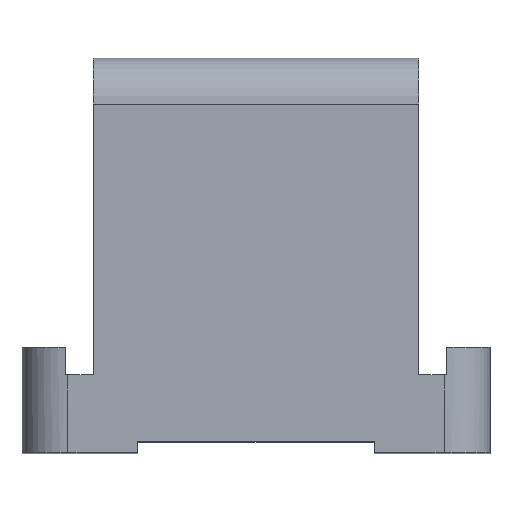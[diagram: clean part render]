
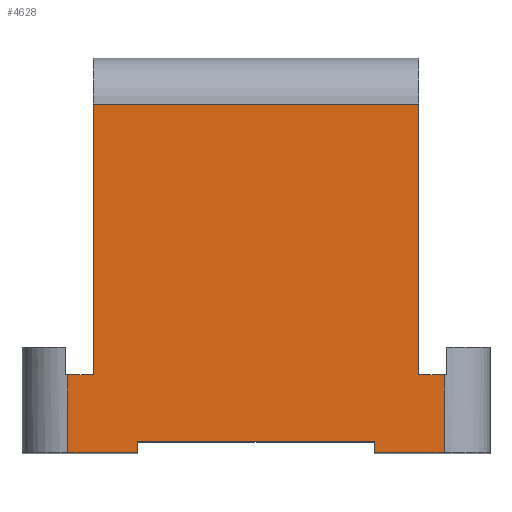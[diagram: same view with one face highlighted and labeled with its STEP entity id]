
A CAD part, top view. The second image highlights one B-rep face of the part: STEP entity #4628.
In plain terms, the highlighted planar face has unit normal (0, 0, 1).
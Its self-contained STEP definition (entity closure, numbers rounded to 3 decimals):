
#39 = VECTOR ( 'NONE', #3027, 1000. ) ;
#44 = VECTOR ( 'NONE', #2835, 1000. ) ;
#47 = ORIENTED_EDGE ( 'NONE', *, *, #3480, .T. ) ;
#66 = VERTEX_POINT ( 'NONE', #6729 ) ;
#117 = EDGE_CURVE ( 'NONE', #589, #5946, #1309, .T. ) ;
#172 = VERTEX_POINT ( 'NONE', #1821 ) ;
#196 = LINE ( 'NONE', #4675, #39 ) ;
#339 = DIRECTION ( 'NONE',  ( -1., 0., 0. ) ) ;
#388 = LINE ( 'NONE', #6075, #646 ) ;
#438 = EDGE_CURVE ( 'NONE', #4112, #4196, #596, .T. ) ;
#474 = EDGE_LOOP ( 'NONE', ( #1270, #2866, #6808, #1213, #5740, #1564, #2434, #47, #3677, #2470, #2302, #3727 ) ) ;
#500 = LINE ( 'NONE', #5466, #3675 ) ;
#527 = DIRECTION ( 'NONE',  ( 0., 1., 0. ) ) ;
#589 = VERTEX_POINT ( 'NONE', #704 ) ;
#596 = LINE ( 'NONE', #2697, #3712 ) ;
#646 = VECTOR ( 'NONE', #5013, 1000. ) ;
#704 = CARTESIAN_POINT ( 'NONE',  ( 2.575, 0., 11.1 ) ) ;
#1213 = ORIENTED_EDGE ( 'NONE', *, *, #438, .T. ) ;
#1215 = VECTOR ( 'NONE', #339, 1000. ) ;
#1270 = ORIENTED_EDGE ( 'NONE', *, *, #2453, .T. ) ;
#1309 = LINE ( 'NONE', #3614, #1941 ) ;
#1480 = CARTESIAN_POINT ( 'NONE',  ( 4.1, -0.25, 11.1 ) ) ;
#1564 = ORIENTED_EDGE ( 'NONE', *, *, #117, .T. ) ;
#1628 = CARTESIAN_POINT ( 'NONE',  ( -2.575, -0.25, 11.1 ) ) ;
#1732 = VERTEX_POINT ( 'NONE', #3320 ) ;
#1743 = DIRECTION ( 'NONE',  ( 0., 0., -1. ) ) ;
#1821 = CARTESIAN_POINT ( 'NONE',  ( -4.1, 1.45, 11.1 ) ) ;
#1941 = VECTOR ( 'NONE', #2437, 1000. ) ;
#2040 = CARTESIAN_POINT ( 'NONE',  ( 2.575, 0., 11.1 ) ) ;
#2100 = CARTESIAN_POINT ( 'NONE',  ( -3.55, 1.45, 11.1 ) ) ;
#2216 = CARTESIAN_POINT ( 'NONE',  ( -4.1, -0.25, 11.1 ) ) ;
#2302 = ORIENTED_EDGE ( 'NONE', *, *, #2841, .T. ) ;
#2434 = ORIENTED_EDGE ( 'NONE', *, *, #3352, .T. ) ;
#2437 = DIRECTION ( 'NONE',  ( 0., -1., 0. ) ) ;
#2452 = CARTESIAN_POINT ( 'NONE',  ( 2.575, -0.25, 11.1 ) ) ;
#2453 = EDGE_CURVE ( 'NONE', #66, #172, #5127, .T. ) ;
#2470 = ORIENTED_EDGE ( 'NONE', *, *, #4656, .T. ) ;
#2575 = LINE ( 'NONE', #2100, #3213 ) ;
#2696 = PLANE ( 'NONE',  #5565 ) ;
#2697 = CARTESIAN_POINT ( 'NONE',  ( -2.575, 0., 11.1 ) ) ;
#2835 = DIRECTION ( 'NONE',  ( 0., 1., 0. ) ) ;
#2841 = EDGE_CURVE ( 'NONE', #2900, #1732, #5373, .T. ) ;
#2866 = ORIENTED_EDGE ( 'NONE', *, *, #5108, .T. ) ;
#2897 = CARTESIAN_POINT ( 'NONE',  ( 3.55, 1.45, 11.1 ) ) ;
#2900 = VERTEX_POINT ( 'NONE', #3018 ) ;
#3018 = CARTESIAN_POINT ( 'NONE',  ( 3.55, 7.35, 11.1 ) ) ;
#3027 = DIRECTION ( 'NONE',  ( 0., 1., 0. ) ) ;
#3099 = VECTOR ( 'NONE', #3184, 1000. ) ;
#3184 = DIRECTION ( 'NONE',  ( -1., 0., 0. ) ) ;
#3213 = VECTOR ( 'NONE', #7153, 1000. ) ;
#3277 = LINE ( 'NONE', #1628, #6602 ) ;
#3320 = CARTESIAN_POINT ( 'NONE',  ( -3.55, 7.35, 11.1 ) ) ;
#3352 = EDGE_CURVE ( 'NONE', #5946, #6669, #500, .T. ) ;
#3353 = CARTESIAN_POINT ( 'NONE',  ( 3.55, 1.45, 11.1 ) ) ;
#3480 = EDGE_CURVE ( 'NONE', #6669, #4237, #196, .T. ) ;
#3509 = CARTESIAN_POINT ( 'NONE',  ( -2.575, 0., 11.1 ) ) ;
#3527 = EDGE_CURVE ( 'NONE', #4196, #589, #3690, .T. ) ;
#3614 = CARTESIAN_POINT ( 'NONE',  ( 2.575, 0., 11.1 ) ) ;
#3675 = VECTOR ( 'NONE', #6581, 1000. ) ;
#3677 = ORIENTED_EDGE ( 'NONE', *, *, #4331, .T. ) ;
#3690 = LINE ( 'NONE', #2040, #6597 ) ;
#3712 = VECTOR ( 'NONE', #527, 1000. ) ;
#3727 = ORIENTED_EDGE ( 'NONE', *, *, #5723, .T. ) ;
#3728 = VECTOR ( 'NONE', #6734, 1000. ) ;
#3732 = DIRECTION ( 'NONE',  ( 1., 0., 0. ) ) ;
#4021 = CARTESIAN_POINT ( 'NONE',  ( 4.1, 1.45, 11.1 ) ) ;
#4112 = VERTEX_POINT ( 'NONE', #5610 ) ;
#4196 = VERTEX_POINT ( 'NONE', #3509 ) ;
#4237 = VERTEX_POINT ( 'NONE', #4021 ) ;
#4298 = DIRECTION ( 'NONE',  ( 1., 0., 0. ) ) ;
#4331 = EDGE_CURVE ( 'NONE', #4237, #5822, #4795, .T. ) ;
#4498 = CARTESIAN_POINT ( 'NONE',  ( -4.15, 1.45, 11.1 ) ) ;
#4628 = ADVANCED_FACE ( 'NONE', ( #4967 ), #2696, .F. ) ;
#4656 = EDGE_CURVE ( 'NONE', #5822, #2900, #4933, .T. ) ;
#4664 = VERTEX_POINT ( 'NONE', #2216 ) ;
#4675 = CARTESIAN_POINT ( 'NONE',  ( 4.1, -0.25, 11.1 ) ) ;
#4795 = LINE ( 'NONE', #4940, #3099 ) ;
#4933 = LINE ( 'NONE', #3353, #44 ) ;
#4940 = CARTESIAN_POINT ( 'NONE',  ( 4.15, 1.45, 11.1 ) ) ;
#4967 = FACE_OUTER_BOUND ( 'NONE', #474, .T. ) ;
#5013 = DIRECTION ( 'NONE',  ( 0., -1., 0. ) ) ;
#5108 = EDGE_CURVE ( 'NONE', #172, #4664, #388, .T. ) ;
#5127 = LINE ( 'NONE', #4498, #3728 ) ;
#5373 = LINE ( 'NONE', #6978, #1215 ) ;
#5466 = CARTESIAN_POINT ( 'NONE',  ( 2.575, -0.25, 11.1 ) ) ;
#5524 = DIRECTION ( 'NONE',  ( -1., 0., 0. ) ) ;
#5565 = AXIS2_PLACEMENT_3D ( 'NONE', #6717, #1743, #5524 ) ;
#5610 = CARTESIAN_POINT ( 'NONE',  ( -2.575, -0.25, 11.1 ) ) ;
#5723 = EDGE_CURVE ( 'NONE', #1732, #66, #2575, .T. ) ;
#5740 = ORIENTED_EDGE ( 'NONE', *, *, #3527, .T. ) ;
#5822 = VERTEX_POINT ( 'NONE', #2897 ) ;
#5946 = VERTEX_POINT ( 'NONE', #2452 ) ;
#6075 = CARTESIAN_POINT ( 'NONE',  ( -4.1, -0.25, 11.1 ) ) ;
#6581 = DIRECTION ( 'NONE',  ( 1., 0., 0. ) ) ;
#6597 = VECTOR ( 'NONE', #3732, 1000. ) ;
#6602 = VECTOR ( 'NONE', #4298, 1000. ) ;
#6604 = EDGE_CURVE ( 'NONE', #4664, #4112, #3277, .T. ) ;
#6669 = VERTEX_POINT ( 'NONE', #1480 ) ;
#6717 = CARTESIAN_POINT ( 'NONE',  ( -2.575, -0.25, 11.1 ) ) ;
#6729 = CARTESIAN_POINT ( 'NONE',  ( -3.55, 1.45, 11.1 ) ) ;
#6734 = DIRECTION ( 'NONE',  ( -1., 0., 0. ) ) ;
#6808 = ORIENTED_EDGE ( 'NONE', *, *, #6604, .T. ) ;
#6978 = CARTESIAN_POINT ( 'NONE',  ( -2.575, 7.35, 11.1 ) ) ;
#7153 = DIRECTION ( 'NONE',  ( 0., -1., 0. ) ) ;
